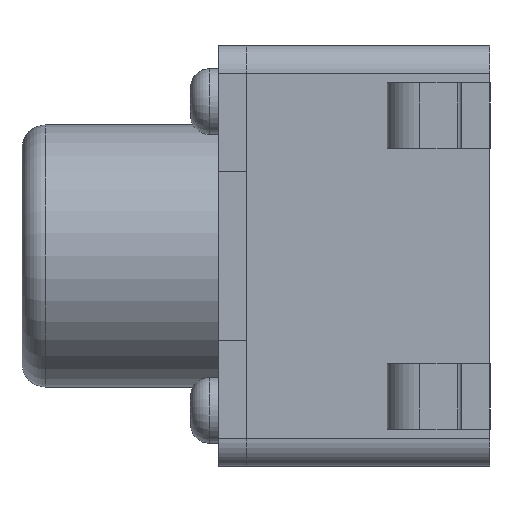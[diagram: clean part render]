
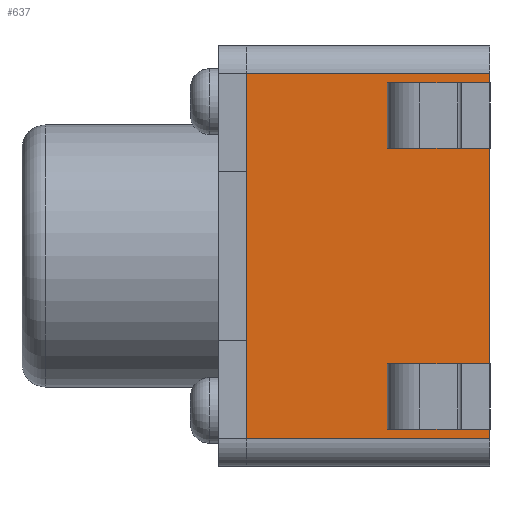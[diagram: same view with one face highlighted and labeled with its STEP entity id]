
A CAD part, left-side view. The second image highlights one B-rep face of the part: STEP entity #637.
In plain terms, the highlighted planar face has unit normal (-1, 0, 0).
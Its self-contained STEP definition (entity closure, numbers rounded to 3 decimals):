
#18 = DIRECTION ( 'NONE',  ( 1., 0., 0. ) ) ;
#35 = FACE_OUTER_BOUND ( 'NONE', #2306, .T. ) ;
#153 = VECTOR ( 'NONE', #1069, 1000. ) ;
#235 = LINE ( 'NONE', #1426, #153 ) ;
#239 = EDGE_CURVE ( 'NONE', #709, #3630, #235, .T. ) ;
#325 = CARTESIAN_POINT ( 'NONE',  ( -2.25, 0., 1.95 ) ) ;
#434 = ORIENTED_EDGE ( 'NONE', *, *, #239, .T. ) ;
#634 = ORIENTED_EDGE ( 'NONE', *, *, #784, .F. ) ;
#637 = ADVANCED_FACE ( 'NONE', ( #35 ), #2044, .F. ) ;
#688 = CARTESIAN_POINT ( 'NONE',  ( -2.25, 2.6, -1.95 ) ) ;
#709 = VERTEX_POINT ( 'NONE', #2345 ) ;
#784 = EDGE_CURVE ( 'NONE', #3033, #1457, #3611, .T. ) ;
#997 = CARTESIAN_POINT ( 'NONE',  ( -2.25, 2.6, 1.95 ) ) ;
#1039 = VECTOR ( 'NONE', #3127, 1000. ) ;
#1069 = DIRECTION ( 'NONE',  ( 0., 0., 1. ) ) ;
#1077 = LINE ( 'NONE', #1961, #1039 ) ;
#1120 = CARTESIAN_POINT ( 'NONE',  ( -2.25, 2.6, 1.95 ) ) ;
#1178 = DIRECTION ( 'NONE',  ( 0., 0., -1. ) ) ;
#1350 = VECTOR ( 'NONE', #1698, 1000. ) ;
#1426 = CARTESIAN_POINT ( 'NONE',  ( -2.25, 0., 1.95 ) ) ;
#1432 = EDGE_CURVE ( 'NONE', #1457, #3630, #2266, .T. ) ;
#1457 = VERTEX_POINT ( 'NONE', #1120 ) ;
#1477 = EDGE_CURVE ( 'NONE', #3033, #709, #1077, .T. ) ;
#1530 = ORIENTED_EDGE ( 'NONE', *, *, #1432, .F. ) ;
#1698 = DIRECTION ( 'NONE',  ( 0., -1., 0. ) ) ;
#1869 = VECTOR ( 'NONE', #2172, 1000. ) ;
#1961 = CARTESIAN_POINT ( 'NONE',  ( -2.25, 2.6, -1.95 ) ) ;
#2044 = PLANE ( 'NONE',  #2842 ) ;
#2172 = DIRECTION ( 'NONE',  ( 0., 0., 1. ) ) ;
#2190 = ORIENTED_EDGE ( 'NONE', *, *, #1477, .T. ) ;
#2266 = LINE ( 'NONE', #2307, #1350 ) ;
#2306 = EDGE_LOOP ( 'NONE', ( #434, #1530, #634, #2190 ) ) ;
#2307 = CARTESIAN_POINT ( 'NONE',  ( -2.25, 2.6, 1.95 ) ) ;
#2345 = CARTESIAN_POINT ( 'NONE',  ( -2.25, 0., -1.95 ) ) ;
#2842 = AXIS2_PLACEMENT_3D ( 'NONE', #3203, #18, #1178 ) ;
#3033 = VERTEX_POINT ( 'NONE', #688 ) ;
#3127 = DIRECTION ( 'NONE',  ( 0., -1., 0. ) ) ;
#3203 = CARTESIAN_POINT ( 'NONE',  ( -2.25, 2.6, 1.95 ) ) ;
#3611 = LINE ( 'NONE', #997, #1869 ) ;
#3630 = VERTEX_POINT ( 'NONE', #325 ) ;
